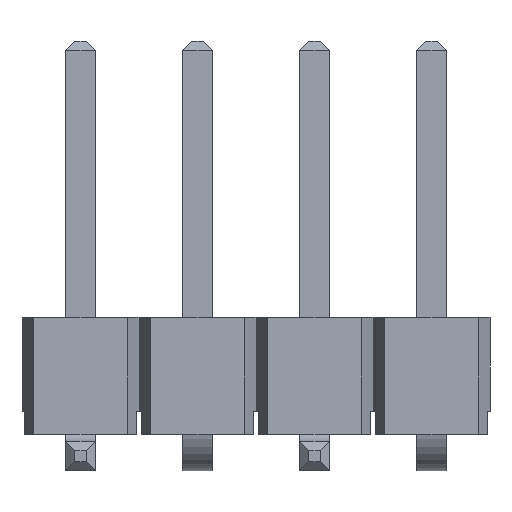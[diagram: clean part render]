
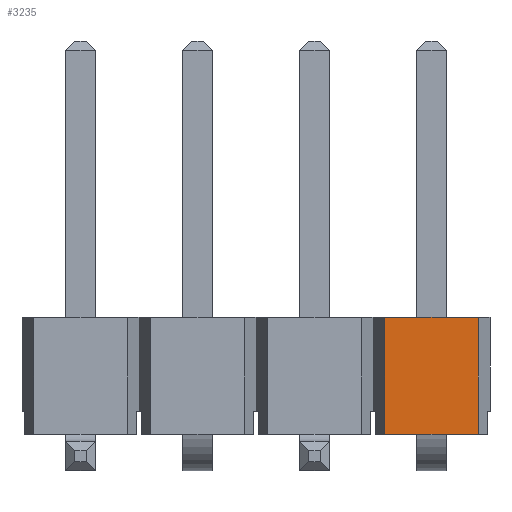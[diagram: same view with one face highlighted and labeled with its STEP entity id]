
A CAD part, left-side view. The second image highlights one B-rep face of the part: STEP entity #3235.
In plain terms, the highlighted face is planar.
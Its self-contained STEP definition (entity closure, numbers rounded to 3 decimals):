
#76=ORIENTED_EDGE('',*,*,#741,.T.);
#77=ORIENTED_EDGE('',*,*,#742,.F.);
#78=ORIENTED_EDGE('',*,*,#743,.F.);
#79=ORIENTED_EDGE('',*,*,#744,.F.);
#741=EDGE_CURVE('',#1072,#1073,#1287,.T.);
#742=EDGE_CURVE('',#1074,#1073,#1288,.T.);
#743=EDGE_CURVE('',#1075,#1074,#1289,.T.);
#744=EDGE_CURVE('',#1072,#1075,#1290,.T.);
#1072=VERTEX_POINT('',#4191);
#1073=VERTEX_POINT('',#4192);
#1074=VERTEX_POINT('',#4194);
#1075=VERTEX_POINT('',#4196);
#1287=LINE('',#4190,#1605);
#1288=LINE('',#4193,#1606);
#1289=LINE('',#4195,#1607);
#1290=LINE('',#4197,#1608);
#1605=VECTOR('',#3559,1000.);
#1606=VECTOR('',#3560,1000.);
#1607=VECTOR('',#3561,1000.);
#1608=VECTOR('',#3562,1000.);
#1905=EDGE_LOOP('',(#76,#77,#78,#79));
#2045=FACE_BOUND('',#1905,.T.);
#2185=PLANE('',#3374);
#3235=ADVANCED_FACE('',(#2045),#2185,.F.);
#3374=AXIS2_PLACEMENT_3D('',#4189,#3557,#3558);
#3557=DIRECTION('',(0.,1.,0.));
#3558=DIRECTION('',(0.,0.,1.));
#3559=DIRECTION('',(0.,0.,1.));
#3560=DIRECTION('',(1.,0.,0.));
#3561=DIRECTION('',(0.,0.,1.));
#3562=DIRECTION('',(-1.,0.,0.));
#4189=CARTESIAN_POINT('',(0.,-1.27,0.));
#4190=CARTESIAN_POINT('',(4.83,-1.27,-9.742));
#4191=CARTESIAN_POINT('',(4.83,-1.27,-1.27));
#4192=CARTESIAN_POINT('',(4.83,-1.27,1.27));
#4193=CARTESIAN_POINT('',(-5.08,-1.27,1.27));
#4194=CARTESIAN_POINT('',(2.79,-1.27,1.27));
#4195=CARTESIAN_POINT('',(2.79,-1.27,0.));
#4196=CARTESIAN_POINT('',(2.79,-1.27,-1.27));
#4197=CARTESIAN_POINT('',(5.08,-1.27,-1.27));
